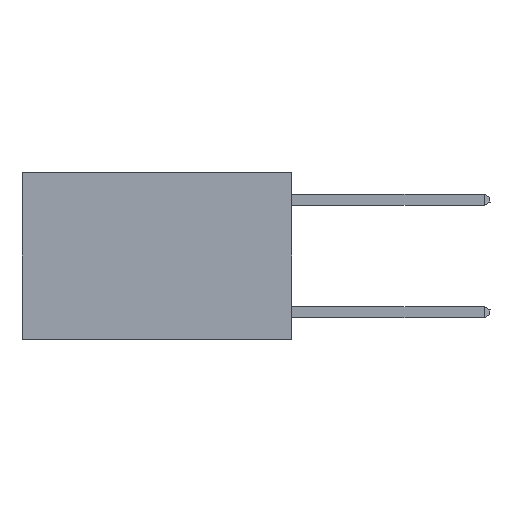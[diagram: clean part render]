
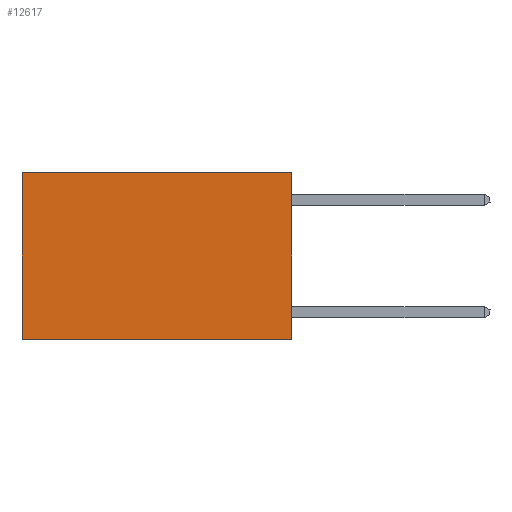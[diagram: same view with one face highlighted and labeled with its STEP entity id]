
A CAD part, left-side view. The second image highlights one B-rep face of the part: STEP entity #12617.
In plain terms, the highlighted planar face has unit normal (-1, 0, 0).
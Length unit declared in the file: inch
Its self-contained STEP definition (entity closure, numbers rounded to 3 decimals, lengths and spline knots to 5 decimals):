
#168 = DIRECTION ( 'NONE',  ( 0., 0., -1. ) ) ;
#890 = EDGE_CURVE ( 'NONE', #5689, #8596, #12785, .T. ) ;
#1405 = DIRECTION ( 'NONE',  ( 0., 1., 0. ) ) ;
#2335 = LINE ( 'NONE', #8428, #21020 ) ;
#2788 = EDGE_LOOP ( 'NONE', ( #10537, #15105, #5546, #18468 ) ) ;
#3109 = PLANE ( 'NONE',  #10236 ) ;
#3268 = LINE ( 'NONE', #17728, #10303 ) ;
#4009 = VECTOR ( 'NONE', #168, 39.37008 ) ;
#5046 = LINE ( 'NONE', #13357, #4009 ) ;
#5546 = ORIENTED_EDGE ( 'NONE', *, *, #890, .F. ) ;
#5610 = FACE_OUTER_BOUND ( 'NONE', #2788, .T. ) ;
#5689 = VERTEX_POINT ( 'NONE', #12442 ) ;
#6476 = DIRECTION ( 'NONE',  ( 0., 1., 0. ) ) ;
#6790 = DIRECTION ( 'NONE',  ( 1., 0., 0. ) ) ;
#7272 = CARTESIAN_POINT ( 'NONE',  ( 0.2625, 0., 0. ) ) ;
#8428 = CARTESIAN_POINT ( 'NONE',  ( 0.2625, 0., 0. ) ) ;
#8596 = VERTEX_POINT ( 'NONE', #9533 ) ;
#8965 = DIRECTION ( 'NONE',  ( 0., 0., -1. ) ) ;
#9533 = CARTESIAN_POINT ( 'NONE',  ( 0.2625, 0., -0.37 ) ) ;
#9949 = DIRECTION ( 'NONE',  ( 0., 0., -1. ) ) ;
#10236 = AXIS2_PLACEMENT_3D ( 'NONE', #15006, #6790, #9949 ) ;
#10303 = VECTOR ( 'NONE', #1405, 39.37008 ) ;
#10481 = EDGE_CURVE ( 'NONE', #5689, #11362, #2335, .T. ) ;
#10537 = ORIENTED_EDGE ( 'NONE', *, *, #19195, .T. ) ;
#11362 = VERTEX_POINT ( 'NONE', #18086 ) ;
#12442 = CARTESIAN_POINT ( 'NONE',  ( 0.2625, 0., 0. ) ) ;
#12617 = ADVANCED_FACE ( 'NONE', ( #5610 ), #3109, .F. ) ;
#12785 = LINE ( 'NONE', #7272, #21083 ) ;
#13357 = CARTESIAN_POINT ( 'NONE',  ( 0.2625, 0.6, 0. ) ) ;
#15006 = CARTESIAN_POINT ( 'NONE',  ( 0.2625, 0., 0. ) ) ;
#15105 = ORIENTED_EDGE ( 'NONE', *, *, #17762, .F. ) ;
#16468 = VERTEX_POINT ( 'NONE', #20961 ) ;
#17728 = CARTESIAN_POINT ( 'NONE',  ( 0.2625, 0., -0.37 ) ) ;
#17762 = EDGE_CURVE ( 'NONE', #8596, #16468, #3268, .T. ) ;
#18086 = CARTESIAN_POINT ( 'NONE',  ( 0.2625, 0.6, 0. ) ) ;
#18468 = ORIENTED_EDGE ( 'NONE', *, *, #10481, .T. ) ;
#19195 = EDGE_CURVE ( 'NONE', #11362, #16468, #5046, .T. ) ;
#20961 = CARTESIAN_POINT ( 'NONE',  ( 0.2625, 0.6, -0.37 ) ) ;
#21020 = VECTOR ( 'NONE', #6476, 39.37008 ) ;
#21083 = VECTOR ( 'NONE', #8965, 39.37008 ) ;
